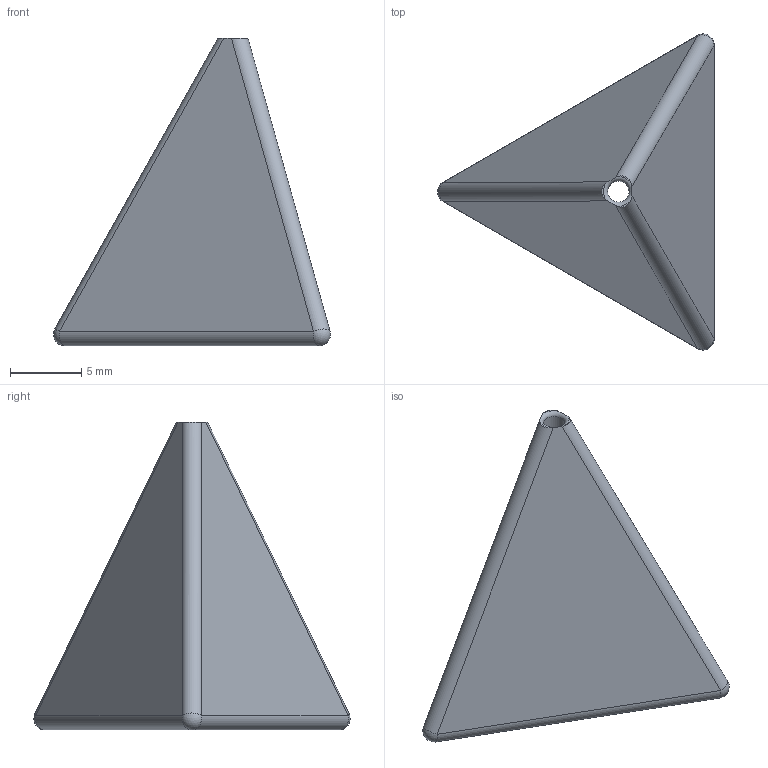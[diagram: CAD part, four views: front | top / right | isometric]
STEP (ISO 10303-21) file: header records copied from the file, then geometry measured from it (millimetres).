
FILE_DESCRIPTION(/* description */ (''),/* implementation_level */ '2;1');
FILE_NAME(/* name */ 'triangular counterweight v6.step',/* time_stamp */ '2024-08-06T15:46:19-04:00',/* author */ (''),/* organization */ (''),/* preprocessor_version */ 'ST-DEVELOPER v20',/* originating_system */ 'Autodesk Translation Framework v13.14.0.145',/* authorisation */ '');
FILE_SCHEMA (('AUTOMOTIVE_DESIGN { 1 0 10303 214 3 1 1 }'));
Length unit declared in the file: millimetre
Products named in the file (1): triangular counterweight
Bounding box: 19.44 x 22.19 x 21.6 mm (x, y, z)
Volume: 2035 mm3; surface area: 1172 mm2
Topology: 1 solids, 1 shells, 19 faces, 43 edges, 25 vertices
Faces by surface type: cylinder 7, plane 7, sphere 3, torus 2
Full cylindrical faces by diameter (mm): 1.5 x1
Entity records: 598 total; most frequent: CARTESIAN_POINT 137, DIRECTION 95, ORIENTED_EDGE 86, EDGE_CURVE 43, AXIS2_PLACEMENT_3D 41, VERTEX_POINT 25, EDGE_LOOP 20, FACE_OUTER_BOUND 19
